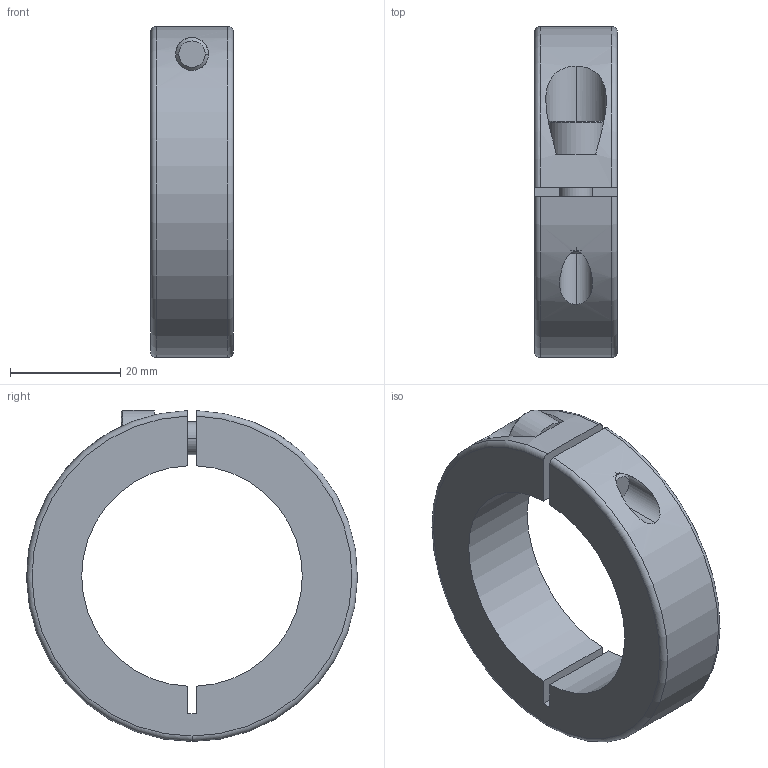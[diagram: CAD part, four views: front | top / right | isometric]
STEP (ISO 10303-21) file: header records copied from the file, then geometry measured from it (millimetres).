
FILE_DESCRIPTION(('HOOPS Exchange Step'),'2;1');
FILE_NAME('export-7202FEB2-0637-4301-9999-E92604E7A74F.stp','2021-12-31T15:25:10+01:00',('Engineering'),('Alibre'),'HOOPS Exchange 2021.0','Alibre','Unknown authorisation');
FILE_SCHEMA( ('AP242_MANAGED_MODEL_BASED_3D_ENGINEERING_MIM_LF {1 0 10303 442 1 1 4 }') );
Length unit declared in the file: millimetre
Products named in the file (3): 5787-2 Clamping Rings Bore 40mm, bolt m6x18 DIN912; 5787-1 Clamping Rings Bore 40mm, clamping ring; 5787 Clamping Rings Bore 40mm
Assembly tree (2 placements, depth 2):
  5787 Clamping Rings Bore 40mm
    5787-2 Clamping Rings Bore 40mm, bolt m6x18 DIN912
    5787-1 Clamping Rings Bore 40mm, clamping ring
Bounding box: 15 x 59.99 x 60 mm (x, y, z)
Volume: 22528.3 mm3; surface area: 9246.5 mm2
Topology: 2 solids, 2 shells, 40 faces, 93 edges, 60 vertices
Faces by surface type: plane 18, cylinder 14, torus 4, cone 4
Entity records: 1566 total; most frequent: CARTESIAN_POINT 525, DIRECTION 215, ORIENTED_EDGE 186, EDGE_CURVE 93, AXIS2_PLACEMENT_3D 82, VERTEX_POINT 60, VECTOR 51, LINE 51
